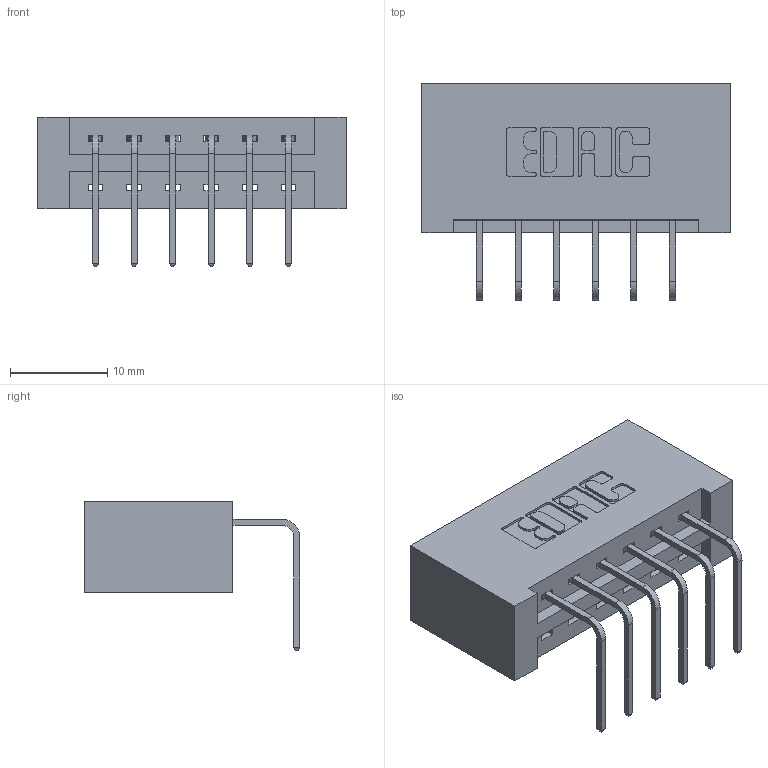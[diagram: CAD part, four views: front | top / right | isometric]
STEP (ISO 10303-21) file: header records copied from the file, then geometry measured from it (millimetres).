
FILE_DESCRIPTION (( 'STEP AP203' ), '1' );
FILE_NAME ('387-006-558-101.STEP', '2019-10-07T15:37:39', ( '' ), ( '' ), 'SwSTEP 2.0', 'SolidWorks 2016', '' );
FILE_SCHEMA (( 'CONFIG_CONTROL_DESIGN' ));
Length unit declared in the file: inch
Products named in the file (3): 387-006-558-101; 337 Part_No Mounting Lugs; 345-292-001_558 Tail - 2
Assembly tree (7 placements, depth 2):
  387-006-558-101
    337 Part_No Mounting Lugs
    345-292-001_558 Tail - 2  x6
Bounding box: 31.65 x 22.17 x 15.37 mm (x, y, z)
Volume: 3597.5 mm3; surface area: 3622 mm2
Topology: 7 solids, 7 shells, 490 faces, 1451 edges, 958 vertices
Faces by surface type: plane 354, cylinder 136
Entity records: 8923 total; most frequent: CARTESIAN_POINT 1560, ORIENTED_EDGE 1502, DIRECTION 1379, EDGE_CURVE 751, LINE 631, VECTOR 631, VERTEX_POINT 498, AXIS2_PLACEMENT_3D 374
